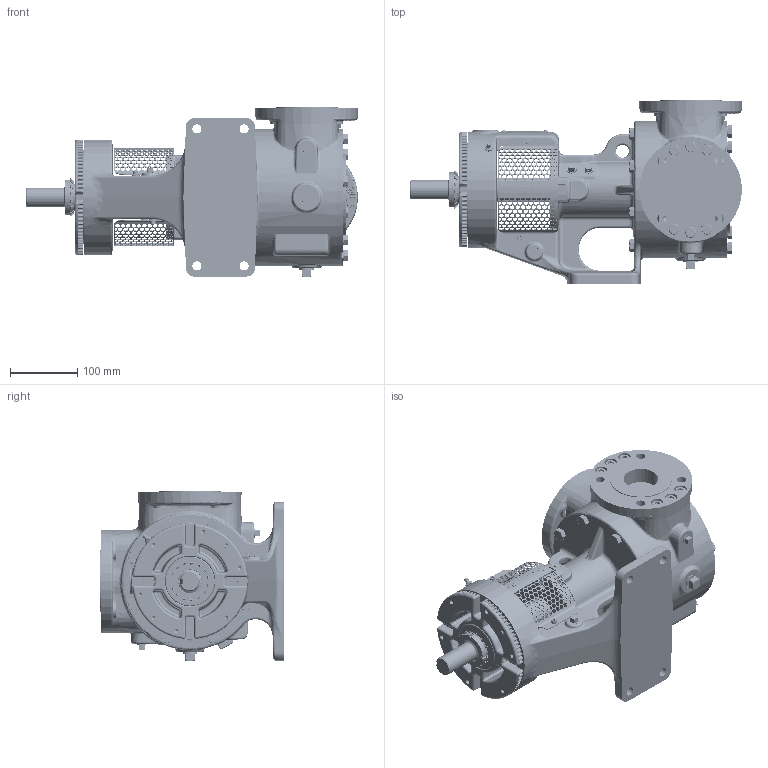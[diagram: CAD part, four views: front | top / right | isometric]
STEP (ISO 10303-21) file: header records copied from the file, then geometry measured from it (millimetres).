
FILE_DESCRIPTION (( 'STEP AP214' ), '1' );
FILE_NAME ('KV-2633.STEP', '2024-02-12T16:41:22', ( '' ), ( '' ), 'SwSTEP 2.0', 'SolidWorks 2022', '' );
FILE_SCHEMA (( 'AUTOMOTIVE_DESIGN' ));
Length unit declared in the file: millimetre
Products named in the file (1): KV-2633
Bounding box: 492.25 x 273.05 x 250.82 mm (x, y, z)
Volume: 8764186.4 mm3; surface area: 623120.1 mm2
Topology: 1 solids, 1 shells, 7451 faces, 19722 edges, 12470 vertices
Faces by surface type: bspline 3230, plane 2398, cone 832, cylinder 746, torus 142, sphere 103
Entity records: 378311 total; most frequent: CARTESIAN_POINT 164914, ORIENTED_EDGE 39262, DIRECTION 25082, EDGE_CURVE 19631, VERTEX_POINT 12459, AXIS2_PLACEMENT_3D 9052, EDGE_LOOP 8594, B_SPLINE_CURVE_WITH_KNOTS 7495
